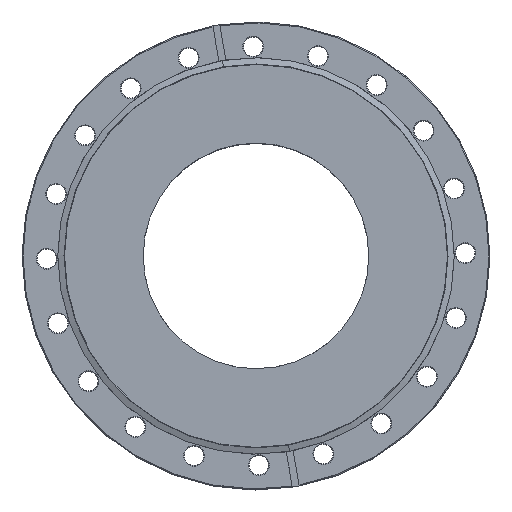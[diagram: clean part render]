
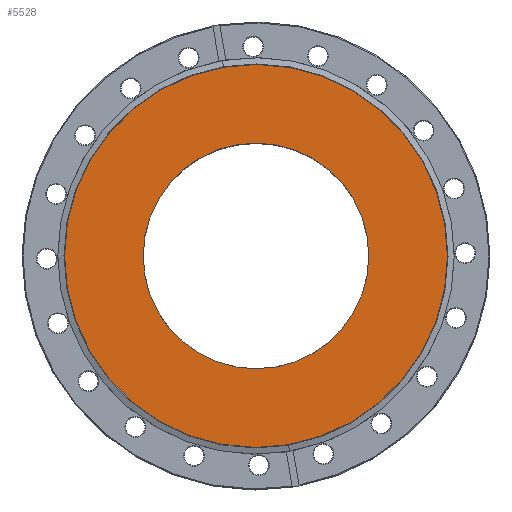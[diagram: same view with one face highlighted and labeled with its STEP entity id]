
A CAD part, top view. The second image highlights one B-rep face of the part: STEP entity #5528.
In plain terms, the highlighted face is planar.
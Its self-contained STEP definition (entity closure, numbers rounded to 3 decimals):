
#169 = CIRCLE ( 'NONE', #6814, 82.832 ) ;
#585 = DIRECTION ( 'NONE',  ( 0., 0., -1. ) ) ;
#619 = VERTEX_POINT ( 'NONE', #1264 ) ;
#856 = DIRECTION ( 'NONE',  ( 0., -1., 0. ) ) ;
#1048 = EDGE_CURVE ( 'NONE', #2667, #619, #169, .T. ) ;
#1196 = ORIENTED_EDGE ( 'NONE', *, *, #1048, .F. ) ;
#1264 = CARTESIAN_POINT ( 'NONE',  ( 0., 9.95, -82.832 ) ) ;
#1364 = EDGE_CURVE ( 'NONE', #8258, #6972, #3764, .T. ) ;
#1409 = EDGE_CURVE ( 'NONE', #6972, #8258, #3519, .T. ) ;
#1525 = FACE_BOUND ( 'NONE', #4651, .T. ) ;
#1606 = CARTESIAN_POINT ( 'NONE',  ( 0., 9.95, 0. ) ) ;
#1930 = DIRECTION ( 'NONE',  ( 0., -1., 0. ) ) ;
#1939 = EDGE_CURVE ( 'NONE', #619, #2667, #2637, .T. ) ;
#2637 = CIRCLE ( 'NONE', #6867, 82.832 ) ;
#2638 = CARTESIAN_POINT ( 'NONE',  ( 0., 9.95, 82.832 ) ) ;
#2667 = VERTEX_POINT ( 'NONE', #2638 ) ;
#2851 = CARTESIAN_POINT ( 'NONE',  ( 0., 9.95, 0. ) ) ;
#2956 = AXIS2_PLACEMENT_3D ( 'NONE', #1606, #7622, #3234 ) ;
#3122 = ORIENTED_EDGE ( 'NONE', *, *, #1364, .T. ) ;
#3183 = PLANE ( 'NONE',  #8248 ) ;
#3234 = DIRECTION ( 'NONE',  ( 0., 0., -1. ) ) ;
#3519 = CIRCLE ( 'NONE', #4822, 48.8 ) ;
#3641 = DIRECTION ( 'NONE',  ( 0., -1., 0. ) ) ;
#3764 = CIRCLE ( 'NONE', #2956, 48.8 ) ;
#4361 = ORIENTED_EDGE ( 'NONE', *, *, #1939, .F. ) ;
#4384 = DIRECTION ( 'NONE',  ( 0., -1., 0. ) ) ;
#4651 = EDGE_LOOP ( 'NONE', ( #7995, #3122 ) ) ;
#4822 = AXIS2_PLACEMENT_3D ( 'NONE', #2851, #3641, #585 ) ;
#5450 = DIRECTION ( 'NONE',  ( 0., 0., -1. ) ) ;
#5528 = ADVANCED_FACE ( 'NONE', ( #1525, #8220 ), #3183, .F. ) ;
#5602 = CARTESIAN_POINT ( 'NONE',  ( 0., 9.95, -48.8 ) ) ;
#6011 = CARTESIAN_POINT ( 'NONE',  ( 0., 9.95, 0. ) ) ;
#6052 = CARTESIAN_POINT ( 'NONE',  ( 0., 9.95, 0. ) ) ;
#6460 = CARTESIAN_POINT ( 'NONE',  ( -82.832, 9.95, 0. ) ) ;
#6520 = CARTESIAN_POINT ( 'NONE',  ( 0., 9.95, 48.8 ) ) ;
#6673 = DIRECTION ( 'NONE',  ( 0., 0., -1. ) ) ;
#6814 = AXIS2_PLACEMENT_3D ( 'NONE', #6011, #4384, #5450 ) ;
#6867 = AXIS2_PLACEMENT_3D ( 'NONE', #6052, #1930, #6673 ) ;
#6972 = VERTEX_POINT ( 'NONE', #5602 ) ;
#7178 = EDGE_LOOP ( 'NONE', ( #1196, #4361 ) ) ;
#7622 = DIRECTION ( 'NONE',  ( 0., -1., 0. ) ) ;
#7702 = DIRECTION ( 'NONE',  ( 0., 0., -1. ) ) ;
#7995 = ORIENTED_EDGE ( 'NONE', *, *, #1409, .T. ) ;
#8220 = FACE_OUTER_BOUND ( 'NONE', #7178, .T. ) ;
#8248 = AXIS2_PLACEMENT_3D ( 'NONE', #6460, #856, #7702 ) ;
#8258 = VERTEX_POINT ( 'NONE', #6520 ) ;
